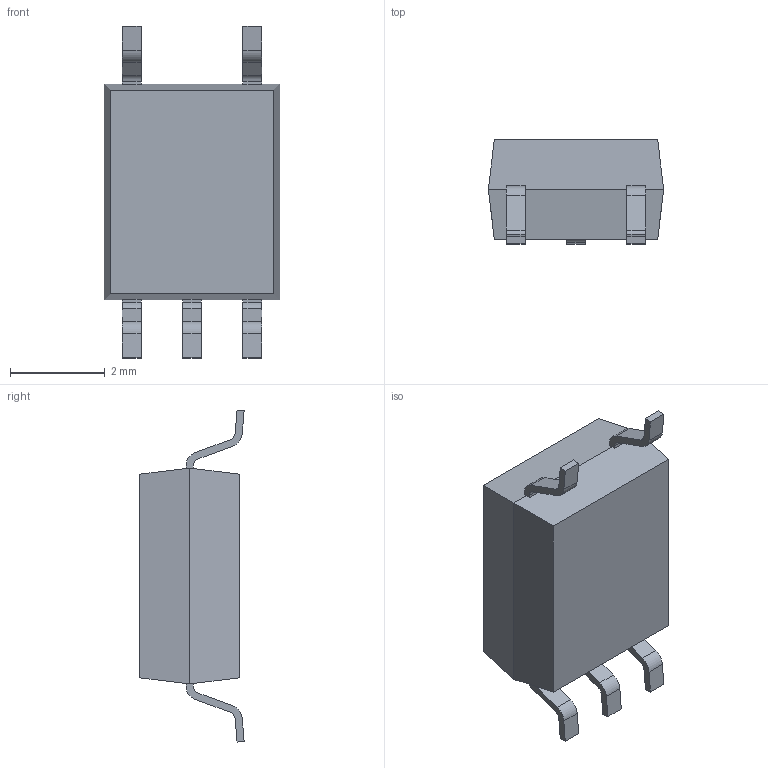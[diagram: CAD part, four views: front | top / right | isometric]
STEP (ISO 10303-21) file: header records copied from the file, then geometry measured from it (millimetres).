
FILE_DESCRIPTION (( 'STEP AP214' ), '1' );
FILE_NAME ('TLP152.STEP', '2021-11-18T07:22:31', ( '' ), ( '' ), 'SwSTEP 2.0', 'SolidWorks 2018', '' );
FILE_SCHEMA (( 'AUTOMOTIVE_DESIGN' ));
Length unit declared in the file: millimetre
Products named in the file (2): TLP152
Bounding box: 3.7 x 2.2 x 7 mm (x, y, z)
Volume: 33.7 mm3; surface area: 78.2 mm2
Topology: 8 solids, 8 shells, 99 faces, 239 edges, 158 vertices
Faces by surface type: plane 71, cylinder 28
Entity records: 4078 total; most frequent: CARTESIAN_POINT 498, DIRECTION 497, ORIENTED_EDGE 478, EDGE_CURVE 239, VECTOR 183, LINE 183, VERTEX_POINT 158, AXIS2_PLACEMENT_3D 157
